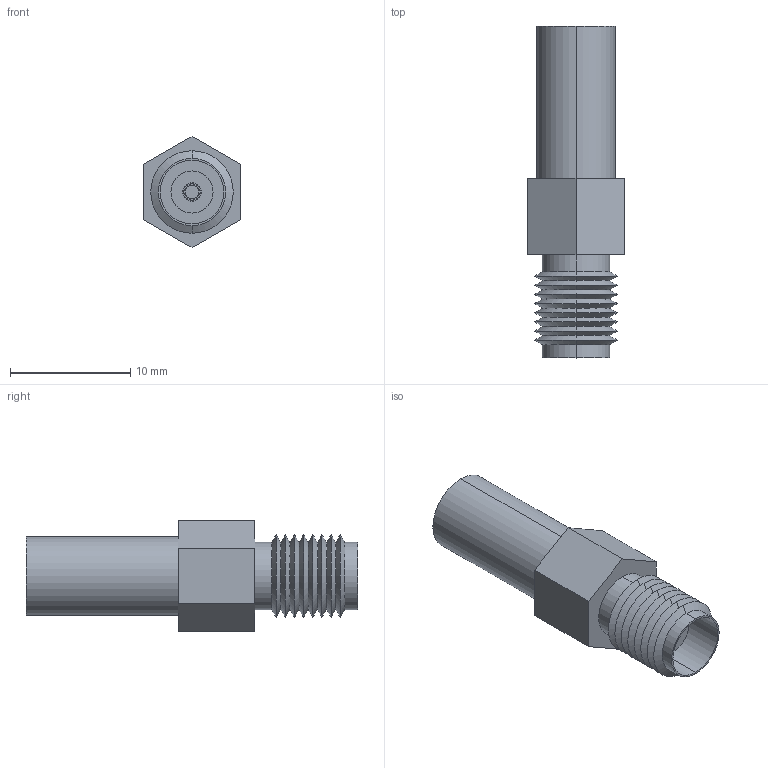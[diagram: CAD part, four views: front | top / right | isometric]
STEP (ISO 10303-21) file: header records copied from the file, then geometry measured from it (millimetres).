
FILE_DESCRIPTION (( 'STEP AP214' ), '1' );
FILE_NAME ('BAC05.STEP', '2006-08-25T19:43:56', ( 'L-COM' ), ( 'L-COM' ), 'SwSTEP 2.0', 'SolidWorks 2006052', '' );
FILE_SCHEMA (( 'AUTOMOTIVE_DESIGN' ));
Length unit declared in the file: inch
Products named in the file (4): BAC05-MA2; BAC05-MA1; BAC05
Assembly tree (3 placements, depth 2):
  BAC05
    BAC05-MA2
    BAC05-MA1
    BAC05
Bounding box: 8 x 27.61 x 9.24 mm (x, y, z)
Volume: 701.4 mm3; surface area: 1564.9 mm2
Topology: 3 solids, 4 shells, 109 faces, 230 edges, 136 vertices
Faces by surface type: cylinder 44, cone 36, plane 29
Entity records: 3283 total; most frequent: DIRECTION 576, CARTESIAN_POINT 481, ORIENTED_EDGE 460, AXIS2_PLACEMENT_3D 231, EDGE_CURVE 230, VERTEX_POINT 136, EDGE_LOOP 122, CIRCLE 116
